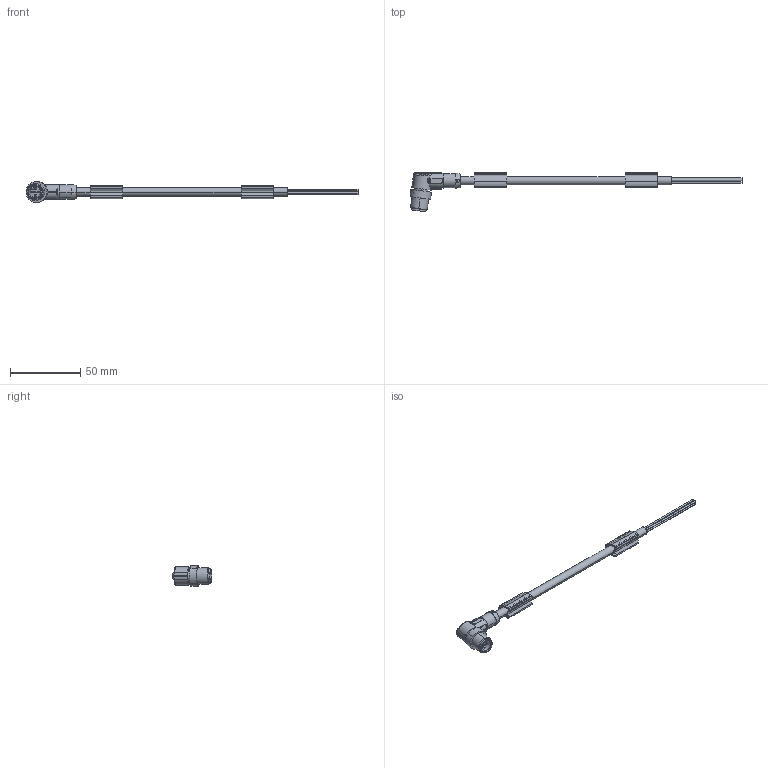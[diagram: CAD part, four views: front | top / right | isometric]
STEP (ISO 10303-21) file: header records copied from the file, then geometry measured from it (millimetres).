
FILE_DESCRIPTION(('SolidDesigner STEP Export'),'2;1');
FILE_NAME('1669819.stp','2011-09-29T 9:38:57',(''),(''),'CoCreate Modeling STEP processor for AP214 (Solid Model)','CoCreate Modeling 16.00A 16-Aug-2008 (C) Parametric Technology GmbH','');
FILE_SCHEMA(('AUTOMOTIVE_DESIGN { 1 0 10303 214 1 1 1 1 }'));
Length unit declared in the file: millimetre
Products named in the file (2): 1669819
Assembly tree (1 placements, depth 2):
  1669819
    1669819
Bounding box: 235.68 x 28.14 x 14.77 mm (x, y, z)
Volume: 10178.5 mm3; surface area: 9266.4 mm2
Topology: 1 solids, 1 shells, 297 faces, 815 edges, 544 vertices
Faces by surface type: cylinder 130, plane 103, extrusion 36, cone 17, torus 6, bspline 5
Entity records: 16170 total; most frequent: CARTESIAN_POINT 6859, ORIENTED_EDGE 1630, DIRECTION 1215, EDGE_CURVE 815, VERTEX_POINT 544, VECTOR 411, AXIS2_PLACEMENT_3D 402, LINE 375
